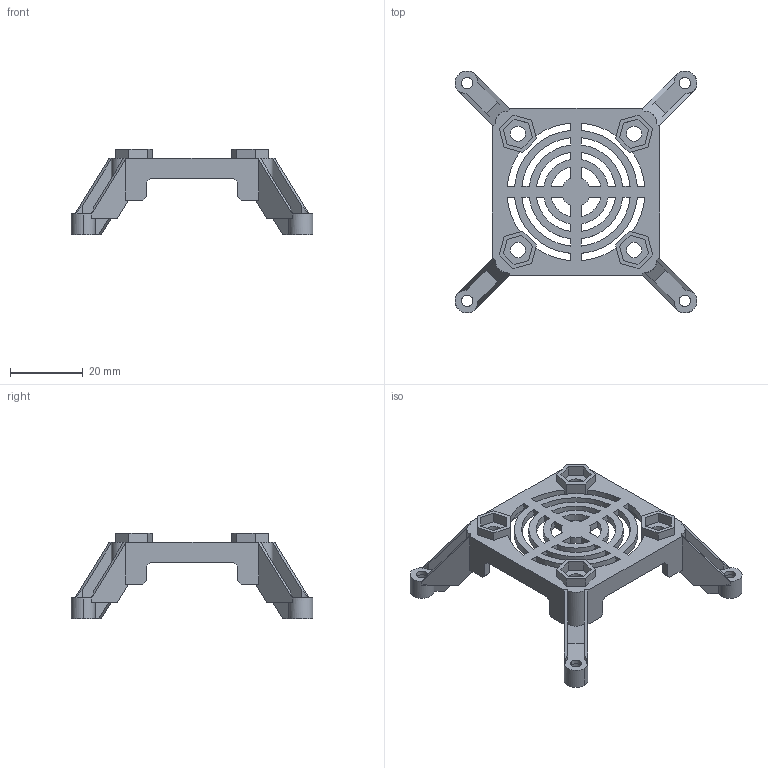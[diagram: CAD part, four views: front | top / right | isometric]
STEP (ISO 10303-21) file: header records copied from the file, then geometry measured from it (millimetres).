
FILE_DESCRIPTION (( 'STEP AP214' ), '1' );
FILE_NAME ('fan bracket1.STEP', '2019-03-18T15:53:26', ( '' ), ( '' ), 'SwSTEP 2.0', 'SolidWorks 2017', '' );
FILE_SCHEMA (( 'AUTOMOTIVE_DESIGN' ));
Length unit declared in the file: millimetre
Products named in the file (1): fan bracket1
Bounding box: 66.6 x 66.6 x 23.5 mm (x, y, z)
Volume: 6810.9 mm3; surface area: 10657.8 mm2
Topology: 1 solids, 1 shells, 294 faces, 852 edges, 568 vertices
Faces by surface type: plane 206, cylinder 88
Entity records: 9778 total; most frequent: CARTESIAN_POINT 1775, ORIENTED_EDGE 1704, DIRECTION 1594, EDGE_CURVE 852, VECTOR 660, LINE 660, VERTEX_POINT 568, AXIS2_PLACEMENT_3D 467
